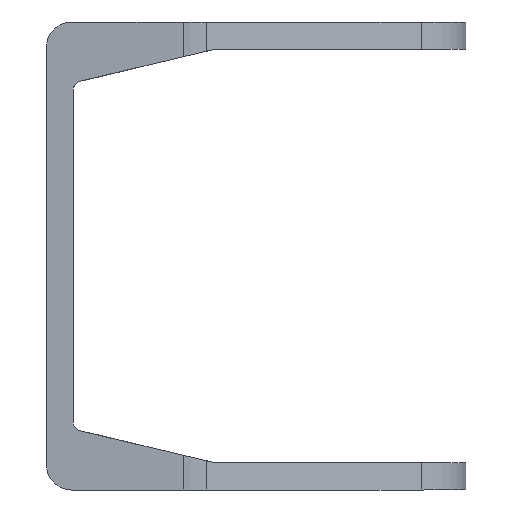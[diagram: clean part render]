
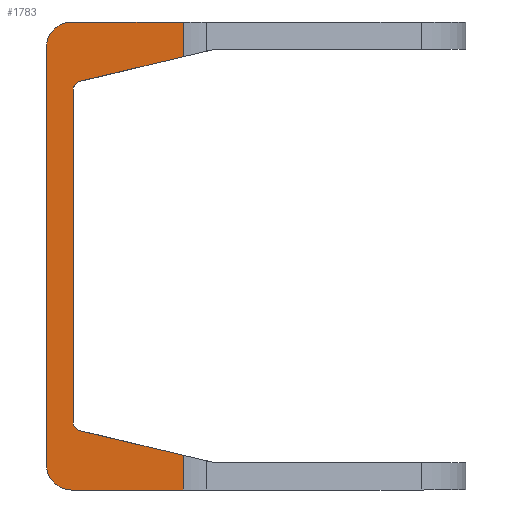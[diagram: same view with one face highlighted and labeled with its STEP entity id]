
A CAD part, front view. The second image highlights one B-rep face of the part: STEP entity #1783.
In plain terms, the highlighted planar face has unit normal (0, -1, 0).
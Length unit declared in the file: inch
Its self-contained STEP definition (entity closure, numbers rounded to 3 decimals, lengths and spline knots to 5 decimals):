
#4 = CARTESIAN_POINT ( 'NONE',  ( 0.2, 0., -0.45 ) ) ;
#31 = VERTEX_POINT ( 'NONE', #3337 ) ;
#34 = DIRECTION ( 'NONE',  ( 0., 1., 0. ) ) ;
#83 = VECTOR ( 'NONE', #1902, 39.37008 ) ;
#108 = DIRECTION ( 'NONE',  ( 0., 0., -1. ) ) ;
#135 = CARTESIAN_POINT ( 'NONE',  ( 1.01184, 0., -3.46 ) ) ;
#146 = VERTEX_POINT ( 'NONE', #2326 ) ;
#157 = VERTEX_POINT ( 'NONE', #2834 ) ;
#169 = CARTESIAN_POINT ( 'NONE',  ( 0.2, 0., -2.96261 ) ) ;
#250 = LINE ( 'NONE', #4, #2291 ) ;
#257 = PLANE ( 'NONE',  #568 ) ;
#398 = VECTOR ( 'NONE', #1880, 39.37008 ) ;
#448 = VERTEX_POINT ( 'NONE', #2283 ) ;
#568 = AXIS2_PLACEMENT_3D ( 'NONE', #1278, #817, #2630 ) ;
#645 = ORIENTED_EDGE ( 'NONE', *, *, #2857, .T. ) ;
#649 = LINE ( 'NONE', #2167, #83 ) ;
#677 = CIRCLE ( 'NONE', #3032, 0.06 ) ;
#737 = CARTESIAN_POINT ( 'NONE',  ( 0., 0., 0. ) ) ;
#785 = CARTESIAN_POINT ( 'NONE',  ( 1.01184, 0., 0. ) ) ;
#817 = DIRECTION ( 'NONE',  ( 0., -1., 0. ) ) ;
#833 = VECTOR ( 'NONE', #2357, 39.37008 ) ;
#840 = ORIENTED_EDGE ( 'NONE', *, *, #1889, .T. ) ;
#900 = EDGE_CURVE ( 'NONE', #448, #146, #2211, .T. ) ;
#932 = EDGE_CURVE ( 'NONE', #2043, #1063, #2637, .T. ) ;
#943 = ORIENTED_EDGE ( 'NONE', *, *, #3343, .F. ) ;
#995 = ORIENTED_EDGE ( 'NONE', *, *, #1322, .F. ) ;
#1042 = DIRECTION ( 'NONE',  ( -1., 0., 0. ) ) ;
#1063 = VERTEX_POINT ( 'NONE', #1173 ) ;
#1066 = EDGE_CURVE ( 'NONE', #1105, #1934, #2759, .T. ) ;
#1078 = ORIENTED_EDGE ( 'NONE', *, *, #900, .T. ) ;
#1083 = LINE ( 'NONE', #2947, #398 ) ;
#1103 = EDGE_CURVE ( 'NONE', #2478, #2615, #677, .T. ) ;
#1105 = VERTEX_POINT ( 'NONE', #1678 ) ;
#1115 = EDGE_CURVE ( 'NONE', #31, #1934, #649, .T. ) ;
#1124 = DIRECTION ( 'NONE',  ( 0., 0., -1. ) ) ;
#1139 = CARTESIAN_POINT ( 'NONE',  ( 0.26, 0., -2.96261 ) ) ;
#1173 = CARTESIAN_POINT ( 'NONE',  ( 0.1875, 0., -3.46 ) ) ;
#1183 = AXIS2_PLACEMENT_3D ( 'NONE', #2160, #1655, #2704 ) ;
#1227 = ORIENTED_EDGE ( 'NONE', *, *, #1066, .T. ) ;
#1244 = ORIENTED_EDGE ( 'NONE', *, *, #2363, .F. ) ;
#1274 = AXIS2_PLACEMENT_3D ( 'NONE', #2988, #3004, #1124 ) ;
#1278 = CARTESIAN_POINT ( 'NONE',  ( 0., 0., -3.46 ) ) ;
#1322 = EDGE_CURVE ( 'NONE', #1105, #2787, #3089, .T. ) ;
#1329 = LINE ( 'NONE', #785, #833 ) ;
#1355 = DIRECTION ( 'NONE',  ( 0., 0., -1. ) ) ;
#1408 = CARTESIAN_POINT ( 'NONE',  ( 0.2, 0., -3.01 ) ) ;
#1464 = EDGE_LOOP ( 'NONE', ( #2730, #3020, #995, #1227, #3065, #645, #2840, #840, #1244, #2653, #943, #1078 ) ) ;
#1498 = AXIS2_PLACEMENT_3D ( 'NONE', #2152, #34, #2619 ) ;
#1588 = CARTESIAN_POINT ( 'NONE',  ( 0.2, 0., -3.01 ) ) ;
#1655 = DIRECTION ( 'NONE',  ( 0., -1., 0. ) ) ;
#1658 = CARTESIAN_POINT ( 'NONE',  ( 0.2461, 0., -3.02098 ) ) ;
#1670 = LINE ( 'NONE', #1408, #3127 ) ;
#1678 = CARTESIAN_POINT ( 'NONE',  ( 0.1875, 0., 0. ) ) ;
#1695 = VERTEX_POINT ( 'NONE', #2285 ) ;
#1780 = DIRECTION ( 'NONE',  ( 1., 0., 0. ) ) ;
#1783 = ADVANCED_FACE ( 'NONE', ( #2320 ), #257, .T. ) ;
#1827 = EDGE_CURVE ( 'NONE', #1695, #2787, #1329, .T. ) ;
#1880 = DIRECTION ( 'NONE',  ( 0., 0., 1. ) ) ;
#1889 = EDGE_CURVE ( 'NONE', #2043, #157, #1083, .T. ) ;
#1902 = DIRECTION ( 'NONE',  ( 0., 0., 1. ) ) ;
#1934 = VERTEX_POINT ( 'NONE', #2690 ) ;
#2043 = VERTEX_POINT ( 'NONE', #135 ) ;
#2152 = CARTESIAN_POINT ( 'NONE',  ( 0.26, 0., -0.49739 ) ) ;
#2160 = CARTESIAN_POINT ( 'NONE',  ( 0.1875, 0., -3.2725 ) ) ;
#2167 = CARTESIAN_POINT ( 'NONE',  ( 0., 0., 0. ) ) ;
#2211 = CIRCLE ( 'NONE', #1498, 0.06 ) ;
#2273 = VECTOR ( 'NONE', #1042, 39.37008 ) ;
#2283 = CARTESIAN_POINT ( 'NONE',  ( 0.2, 0., -0.49739 ) ) ;
#2285 = CARTESIAN_POINT ( 'NONE',  ( 1.01184, 0., -0.25671 ) ) ;
#2291 = VECTOR ( 'NONE', #2957, 39.37008 ) ;
#2320 = FACE_OUTER_BOUND ( 'NONE', #1464, .T. ) ;
#2326 = CARTESIAN_POINT ( 'NONE',  ( 0.2461, 0., -0.43902 ) ) ;
#2357 = DIRECTION ( 'NONE',  ( 0., 0., 1. ) ) ;
#2363 = EDGE_CURVE ( 'NONE', #2478, #157, #1670, .T. ) ;
#2467 = DIRECTION ( 'NONE',  ( 0.973, 0., -0.232 ) ) ;
#2478 = VERTEX_POINT ( 'NONE', #1658 ) ;
#2615 = VERTEX_POINT ( 'NONE', #169 ) ;
#2619 = DIRECTION ( 'NONE',  ( 0., 0., -1. ) ) ;
#2630 = DIRECTION ( 'NONE',  ( 0., 0., -1. ) ) ;
#2637 = LINE ( 'NONE', #2873, #2273 ) ;
#2653 = ORIENTED_EDGE ( 'NONE', *, *, #1103, .T. ) ;
#2690 = CARTESIAN_POINT ( 'NONE',  ( 0., 0., -0.1875 ) ) ;
#2704 = DIRECTION ( 'NONE',  ( 0., 0., -1. ) ) ;
#2730 = ORIENTED_EDGE ( 'NONE', *, *, #3336, .F. ) ;
#2759 = CIRCLE ( 'NONE', #1274, 0.1875 ) ;
#2787 = VERTEX_POINT ( 'NONE', #2929 ) ;
#2834 = CARTESIAN_POINT ( 'NONE',  ( 1.01184, 0., -3.20329 ) ) ;
#2840 = ORIENTED_EDGE ( 'NONE', *, *, #932, .F. ) ;
#2857 = EDGE_CURVE ( 'NONE', #31, #1063, #3054, .T. ) ;
#2873 = CARTESIAN_POINT ( 'NONE',  ( 0., 0., -3.46 ) ) ;
#2898 = VECTOR ( 'NONE', #1355, 39.37008 ) ;
#2929 = CARTESIAN_POINT ( 'NONE',  ( 1.01184, 0., 0. ) ) ;
#2947 = CARTESIAN_POINT ( 'NONE',  ( 1.01184, 0., -3.22429 ) ) ;
#2957 = DIRECTION ( 'NONE',  ( -0.973, 0., -0.232 ) ) ;
#2988 = CARTESIAN_POINT ( 'NONE',  ( 0.1875, 0., -0.1875 ) ) ;
#3004 = DIRECTION ( 'NONE',  ( 0., -1., 0. ) ) ;
#3020 = ORIENTED_EDGE ( 'NONE', *, *, #1827, .T. ) ;
#3032 = AXIS2_PLACEMENT_3D ( 'NONE', #1139, #3282, #108 ) ;
#3054 = CIRCLE ( 'NONE', #1183, 0.1875 ) ;
#3065 = ORIENTED_EDGE ( 'NONE', *, *, #1115, .F. ) ;
#3089 = LINE ( 'NONE', #737, #3148 ) ;
#3127 = VECTOR ( 'NONE', #2467, 39.37008 ) ;
#3148 = VECTOR ( 'NONE', #1780, 39.37008 ) ;
#3150 = LINE ( 'NONE', #1588, #2898 ) ;
#3282 = DIRECTION ( 'NONE',  ( 0., 1., 0. ) ) ;
#3336 = EDGE_CURVE ( 'NONE', #1695, #146, #250, .T. ) ;
#3337 = CARTESIAN_POINT ( 'NONE',  ( 0., 0., -3.2725 ) ) ;
#3343 = EDGE_CURVE ( 'NONE', #448, #2615, #3150, .T. ) ;
